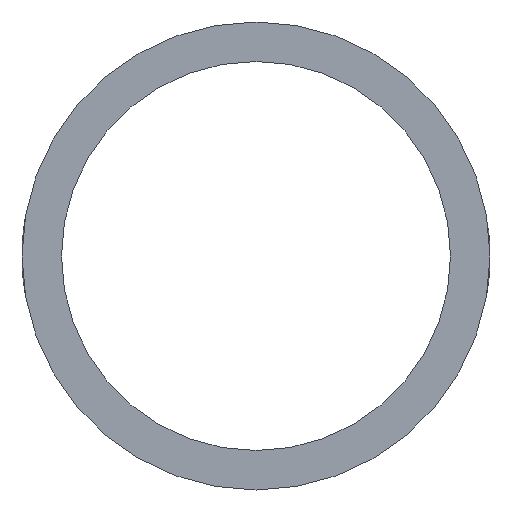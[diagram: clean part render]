
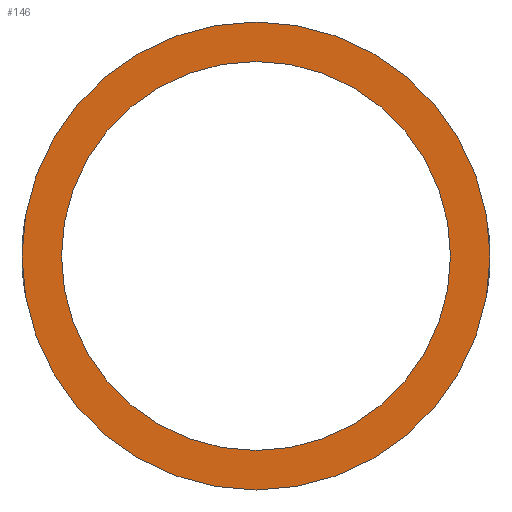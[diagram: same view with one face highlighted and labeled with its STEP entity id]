
A CAD part, front view. The second image highlights one B-rep face of the part: STEP entity #146.
In plain terms, the highlighted planar face has unit normal (0, -1, 0).
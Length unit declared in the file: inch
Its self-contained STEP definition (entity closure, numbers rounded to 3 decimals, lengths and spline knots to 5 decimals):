
#15=PLANE('',#178);
#31=FACE_BOUND('',#71,.T.);
#47=FACE_OUTER_BOUND('',#70,.T.);
#70=EDGE_LOOP('',(#122));
#71=EDGE_LOOP('',(#123));
#73=CIRCLE('',#169,0.83);
#75=CIRCLE('',#176,0.69);
#79=VERTEX_POINT('',#279);
#87=VERTEX_POINT('',#498);
#91=EDGE_CURVE('',#79,#79,#73,.T.);
#99=EDGE_CURVE('',#87,#87,#75,.T.);
#122=ORIENTED_EDGE('',*,*,#91,.F.);
#123=ORIENTED_EDGE('',*,*,#99,.T.);
#146=ADVANCED_FACE('',(#47,#31),#15,.T.);
#169=AXIS2_PLACEMENT_3D('',#280,#185,#186);
#176=AXIS2_PLACEMENT_3D('',#499,#199,#200);
#178=AXIS2_PLACEMENT_3D('',#501,#203,#204);
#185=DIRECTION('center_axis',(0.,1.,0.));
#186=DIRECTION('ref_axis',(0.,0.,-1.));
#199=DIRECTION('center_axis',(0.,1.,0.));
#200=DIRECTION('ref_axis',(0.,0.,-1.));
#203=DIRECTION('center_axis',(0.,-1.,0.));
#204=DIRECTION('ref_axis',(0.,0.,-1.));
#279=CARTESIAN_POINT('',(0.875,-18.875,17.09));
#280=CARTESIAN_POINT('Origin',(0.875,-18.875,17.92));
#498=CARTESIAN_POINT('',(0.875,-18.875,17.23));
#499=CARTESIAN_POINT('Origin',(0.875,-18.875,17.92));
#501=CARTESIAN_POINT('Origin',(0.875,-18.875,17.92));
